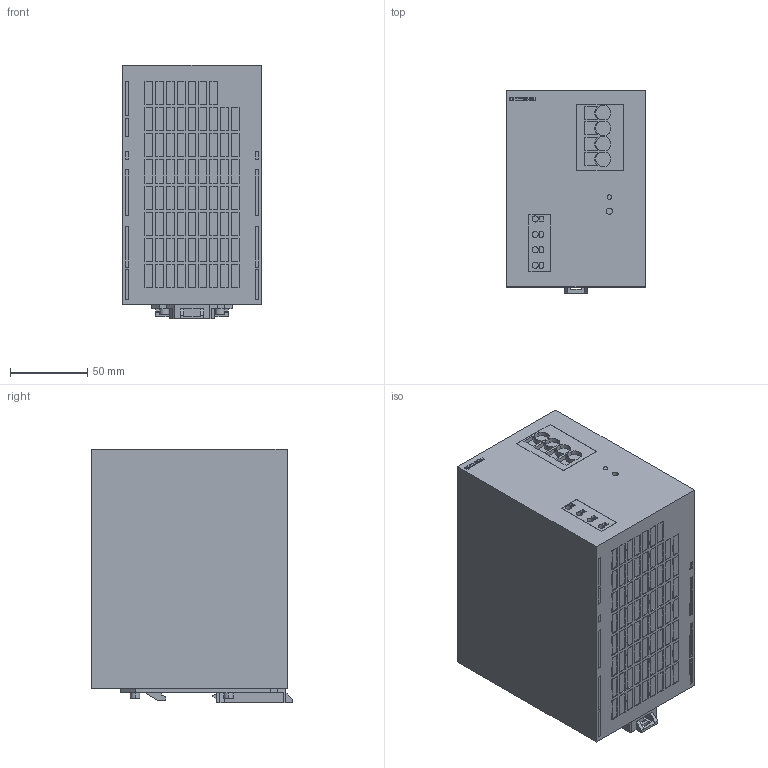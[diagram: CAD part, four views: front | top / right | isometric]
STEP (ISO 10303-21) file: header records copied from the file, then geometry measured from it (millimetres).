
FILE_DESCRIPTION (( 'STEP AP214' ), '1' );
FILE_NAME ('1015779.STEP', '2025-03-24T10:21:00', ( '' ), ( '' ), 'SwSTEP 2.0', 'SolidWorks 2022', '' );
FILE_SCHEMA (( 'AUTOMOTIVE_DESIGN' ));
Length unit declared in the file: millimetre
Products named in the file (1): 1015779
Bounding box: 90 x 130.8 x 164.6 mm (x, y, z)
Volume: 1788506.1 mm3; surface area: 97431 mm2
Topology: 1 solids, 1 shells, 1201 faces, 2995 edges, 1994 vertices
Faces by surface type: plane 1147, cylinder 46, bspline 8
Entity records: 35243 total; most frequent: CARTESIAN_POINT 6391, ORIENTED_EDGE 5990, DIRECTION 5459, EDGE_CURVE 2995, LINE 2887, VECTOR 2887, VERTEX_POINT 1994, EDGE_LOOP 1403
